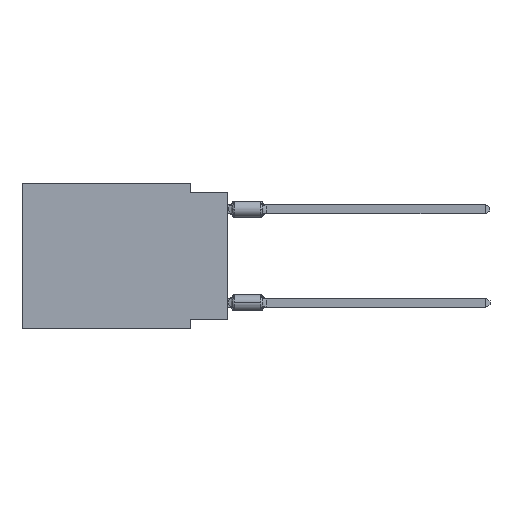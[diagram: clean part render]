
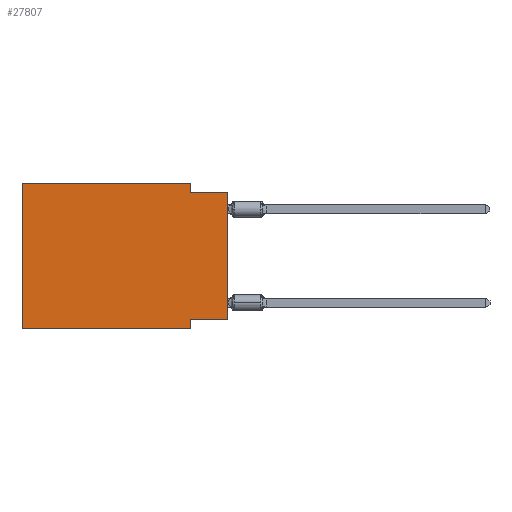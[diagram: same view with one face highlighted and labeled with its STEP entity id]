
A CAD part, left-side view. The second image highlights one B-rep face of the part: STEP entity #27807.
In plain terms, the highlighted planar face has unit normal (-1, 0, 0).
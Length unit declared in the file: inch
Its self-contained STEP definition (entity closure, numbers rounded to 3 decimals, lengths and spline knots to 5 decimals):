
#1232 = PLANE ( 'NONE',  #21579 ) ;
#1307 = VECTOR ( 'NONE', #20977, 39.37008 ) ;
#1863 = EDGE_CURVE ( 'NONE', #2657, #17023, #27463, .T. ) ;
#2006 = DIRECTION ( 'NONE',  ( 0., -1., 0. ) ) ;
#2657 = VERTEX_POINT ( 'NONE', #12720 ) ;
#2799 = CARTESIAN_POINT ( 'NONE',  ( 0., 0.55, -0.39 ) ) ;
#3203 = VECTOR ( 'NONE', #2006, 39.37008 ) ;
#3222 = EDGE_LOOP ( 'NONE', ( #21943, #28005, #6866, #22396, #22967, #8873, #18109, #8816 ) ) ;
#3466 = VECTOR ( 'NONE', #13248, 39.37008 ) ;
#3468 = DIRECTION ( 'NONE',  ( 0., 0., -1. ) ) ;
#3490 = VECTOR ( 'NONE', #15708, 39.37008 ) ;
#3918 = LINE ( 'NONE', #21430, #19300 ) ;
#4923 = LINE ( 'NONE', #7359, #13305 ) ;
#5158 = EDGE_CURVE ( 'NONE', #18359, #11877, #4923, .T. ) ;
#6003 = VECTOR ( 'NONE', #3468, 39.37008 ) ;
#6866 = ORIENTED_EDGE ( 'NONE', *, *, #14085, .F. ) ;
#6965 = LINE ( 'NONE', #15970, #3490 ) ;
#7359 = CARTESIAN_POINT ( 'NONE',  ( 0., 0.55, 0. ) ) ;
#7634 = DIRECTION ( 'NONE',  ( 0., 0., 1. ) ) ;
#7746 = CARTESIAN_POINT ( 'NONE',  ( 0., 0.1, 0. ) ) ;
#7830 = VERTEX_POINT ( 'NONE', #20885 ) ;
#8042 = EDGE_CURVE ( 'NONE', #18359, #15720, #20309, .T. ) ;
#8146 = EDGE_CURVE ( 'NONE', #16840, #17023, #6965, .T. ) ;
#8816 = ORIENTED_EDGE ( 'NONE', *, *, #28364, .F. ) ;
#8873 = ORIENTED_EDGE ( 'NONE', *, *, #8042, .T. ) ;
#9535 = VERTEX_POINT ( 'NONE', #10670 ) ;
#9948 = EDGE_CURVE ( 'NONE', #9535, #15720, #19535, .T. ) ;
#10670 = CARTESIAN_POINT ( 'NONE',  ( 0., 0.1, -0.365 ) ) ;
#11360 = VECTOR ( 'NONE', #17241, 39.37008 ) ;
#11877 = VERTEX_POINT ( 'NONE', #14441 ) ;
#12216 = CARTESIAN_POINT ( 'NONE',  ( 0., 0., -0.025 ) ) ;
#12251 = DIRECTION ( 'NONE',  ( 1., 0., 0. ) ) ;
#12659 = DIRECTION ( 'NONE',  ( 0., 1., 0. ) ) ;
#12720 = CARTESIAN_POINT ( 'NONE',  ( 0., 0.1, -0.025 ) ) ;
#12891 = LINE ( 'NONE', #28284, #3203 ) ;
#13248 = DIRECTION ( 'NONE',  ( 0., -1., 0. ) ) ;
#13305 = VECTOR ( 'NONE', #7634, 39.37008 ) ;
#14085 = EDGE_CURVE ( 'NONE', #7830, #2657, #27445, .T. ) ;
#14441 = CARTESIAN_POINT ( 'NONE',  ( 0., 0.55, 0. ) ) ;
#14727 = EDGE_CURVE ( 'NONE', #11877, #7830, #12891, .T. ) ;
#14868 = CARTESIAN_POINT ( 'NONE',  ( 0., 0., -0.025 ) ) ;
#15708 = DIRECTION ( 'NONE',  ( 0., 0., 1. ) ) ;
#15720 = VERTEX_POINT ( 'NONE', #22580 ) ;
#15970 = CARTESIAN_POINT ( 'NONE',  ( 0., 0., 0. ) ) ;
#16840 = VERTEX_POINT ( 'NONE', #18611 ) ;
#17023 = VERTEX_POINT ( 'NONE', #14868 ) ;
#17097 = CARTESIAN_POINT ( 'NONE',  ( 0., 0.1, -0.39 ) ) ;
#17241 = DIRECTION ( 'NONE',  ( 0., 0., -1. ) ) ;
#18109 = ORIENTED_EDGE ( 'NONE', *, *, #9948, .F. ) ;
#18359 = VERTEX_POINT ( 'NONE', #26934 ) ;
#18611 = CARTESIAN_POINT ( 'NONE',  ( 0., 0., -0.365 ) ) ;
#18720 = CARTESIAN_POINT ( 'NONE',  ( 0., 0.55, 0. ) ) ;
#19300 = VECTOR ( 'NONE', #12659, 39.37008 ) ;
#19535 = LINE ( 'NONE', #17097, #11360 ) ;
#20309 = LINE ( 'NONE', #2799, #3466 ) ;
#20879 = FACE_OUTER_BOUND ( 'NONE', #3222, .T. ) ;
#20885 = CARTESIAN_POINT ( 'NONE',  ( 0., 0.1, 0. ) ) ;
#20977 = DIRECTION ( 'NONE',  ( 0., -1., 0. ) ) ;
#21430 = CARTESIAN_POINT ( 'NONE',  ( 0., 0., -0.365 ) ) ;
#21579 = AXIS2_PLACEMENT_3D ( 'NONE', #18720, #12251, #27497 ) ;
#21943 = ORIENTED_EDGE ( 'NONE', *, *, #8146, .T. ) ;
#22396 = ORIENTED_EDGE ( 'NONE', *, *, #14727, .F. ) ;
#22580 = CARTESIAN_POINT ( 'NONE',  ( 0., 0.1, -0.39 ) ) ;
#22967 = ORIENTED_EDGE ( 'NONE', *, *, #5158, .F. ) ;
#26934 = CARTESIAN_POINT ( 'NONE',  ( 0., 0.55, -0.39 ) ) ;
#27445 = LINE ( 'NONE', #7746, #6003 ) ;
#27463 = LINE ( 'NONE', #12216, #1307 ) ;
#27497 = DIRECTION ( 'NONE',  ( 0., 0., -1. ) ) ;
#27807 = ADVANCED_FACE ( 'NONE', ( #20879 ), #1232, .F. ) ;
#28005 = ORIENTED_EDGE ( 'NONE', *, *, #1863, .F. ) ;
#28284 = CARTESIAN_POINT ( 'NONE',  ( 0., 0.55, 0. ) ) ;
#28364 = EDGE_CURVE ( 'NONE', #16840, #9535, #3918, .T. ) ;
